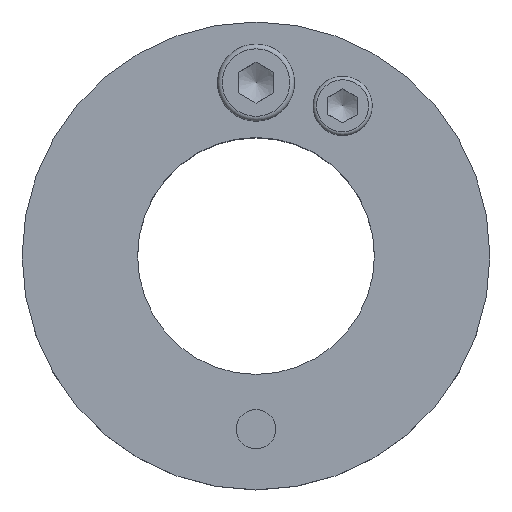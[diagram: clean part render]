
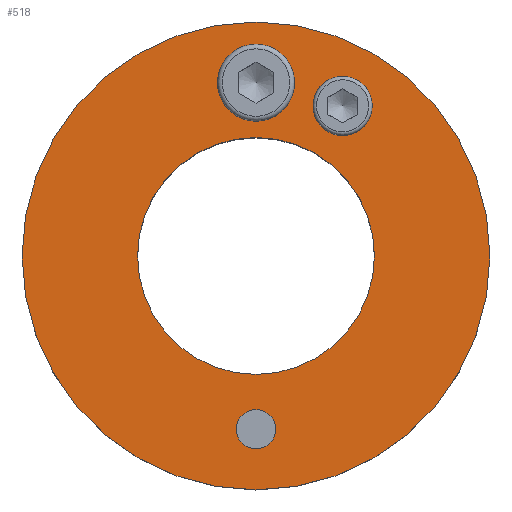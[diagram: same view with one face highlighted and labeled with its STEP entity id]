
A CAD part, top view. The second image highlights one B-rep face of the part: STEP entity #518.
In plain terms, the highlighted planar face has unit normal (0, 0, 1).
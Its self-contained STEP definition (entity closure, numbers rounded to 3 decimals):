
#325=CARTESIAN_POINT('',(17.925,25.331,48.));
#326=VERTEX_POINT('',#325);
#327=CARTESIAN_POINT('',(14.625,25.331,48.));
#328=DIRECTION('',(0.0,0.0,-1.0));
#329=DIRECTION('',(1.0,0.0,0.0));
#330=AXIS2_PLACEMENT_3D('',#327,#328,#329);
#331=CIRCLE('',#330,3.3);
#332=EDGE_CURVE('',#326,#326,#331,.T.);
#353=CARTESIAN_POINT('',(3.324,-29.25,48.));
#354=VERTEX_POINT('',#353);
#355=CARTESIAN_POINT('',(0.0,-29.25,48.));
#356=DIRECTION('',(0.0,0.0,-1.0));
#357=DIRECTION('',(1.0,0.0,0.0));
#358=AXIS2_PLACEMENT_3D('',#355,#356,#357);
#359=CIRCLE('',#358,3.324);
#360=EDGE_CURVE('',#354,#354,#359,.T.);
#381=CARTESIAN_POINT('',(4.5,29.25,48.));
#382=VERTEX_POINT('',#381);
#383=CARTESIAN_POINT('',(0.0,29.25,48.));
#384=DIRECTION('',(0.0,0.0,-1.0));
#385=DIRECTION('',(1.0,0.0,0.0));
#386=AXIS2_PLACEMENT_3D('',#383,#384,#385);
#387=CIRCLE('',#386,4.5);
#388=EDGE_CURVE('',#382,#382,#387,.T.);
#409=CARTESIAN_POINT('',(20.0,0.,48.));
#410=VERTEX_POINT('',#409);
#411=CARTESIAN_POINT('',(0.0,0.0,48.));
#412=DIRECTION('',(0.0,0.0,-1.0));
#413=DIRECTION('',(-1.0,0.0,0.0));
#414=AXIS2_PLACEMENT_3D('',#411,#412,#413);
#415=CIRCLE('',#414,20.0);
#416=EDGE_CURVE('',#410,#410,#415,.T.);
#466=CARTESIAN_POINT('',(39.5,0.,48.));
#467=VERTEX_POINT('',#466);
#468=CARTESIAN_POINT('',(0.0,0.0,48.));
#469=DIRECTION('',(0.0,0.0,-1.0));
#470=DIRECTION('',(-1.0,0.0,0.0));
#471=AXIS2_PLACEMENT_3D('',#468,#469,#470);
#472=CIRCLE('',#471,39.5);
#473=EDGE_CURVE('',#467,#467,#472,.T.);
#498=CARTESIAN_POINT('',(0.0,0.0,48.));
#499=DIRECTION('',(0.0,0.0,-1.0));
#500=DIRECTION('',(-1.0,0.0,0.0));
#501=AXIS2_PLACEMENT_3D('',#498,#499,#500);
#502=PLANE('',#501);
#503=ORIENTED_EDGE('',*,*,#473,.F.);
#504=EDGE_LOOP('',(#503));
#505=FACE_OUTER_BOUND('',#504,.T.);
#506=ORIENTED_EDGE('',*,*,#332,.T.);
#507=EDGE_LOOP('',(#506));
#508=FACE_BOUND('',#507,.T.);
#509=ORIENTED_EDGE('',*,*,#360,.T.);
#510=EDGE_LOOP('',(#509));
#511=FACE_BOUND('',#510,.T.);
#512=ORIENTED_EDGE('',*,*,#388,.T.);
#513=EDGE_LOOP('',(#512));
#514=FACE_BOUND('',#513,.T.);
#515=ORIENTED_EDGE('',*,*,#416,.T.);
#516=EDGE_LOOP('',(#515));
#517=FACE_BOUND('',#516,.T.);
#518=ADVANCED_FACE('',(#505,#508,#511,#514,#517),#502,.F.);
